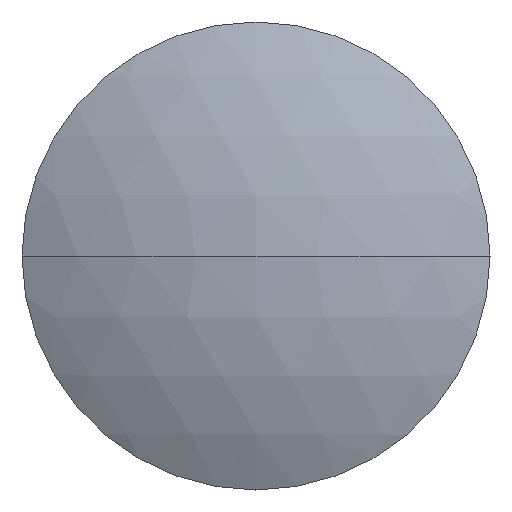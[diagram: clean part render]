
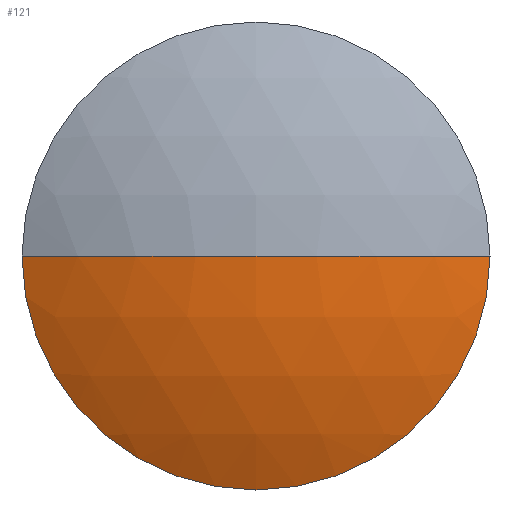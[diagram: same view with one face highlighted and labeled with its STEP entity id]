
A CAD part, left-side view. The second image highlights one B-rep face of the part: STEP entity #121.
In plain terms, the highlighted spherical face has radius 19.062 mm.
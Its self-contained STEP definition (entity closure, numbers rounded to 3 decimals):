
#6 = CARTESIAN_POINT ( 'NONE',  ( -2., 8.5, 0. ) ) ;
#12 = DIRECTION ( 'NONE',  ( 0., 0., 1. ) ) ;
#26 = CARTESIAN_POINT ( 'NONE',  ( -2., 0., -8.5 ) ) ;
#31 = CARTESIAN_POINT ( 'NONE',  ( 15.062, 0., 0. ) ) ;
#45 = ORIENTED_EDGE ( 'NONE', *, *, #291, .T. ) ;
#54 = AXIS2_PLACEMENT_3D ( 'NONE', #331, #180, #12 ) ;
#71 = ORIENTED_EDGE ( 'NONE', *, *, #297, .T. ) ;
#75 = ORIENTED_EDGE ( 'NONE', *, *, #185, .F. ) ;
#78 = VERTEX_POINT ( 'NONE', #273 ) ;
#84 = AXIS2_PLACEMENT_3D ( 'NONE', #169, #280, #151 ) ;
#101 = DIRECTION ( 'NONE',  ( -1., 0., 0. ) ) ;
#106 = ORIENTED_EDGE ( 'NONE', *, *, #229, .T. ) ;
#121 = ADVANCED_FACE ( 'NONE', ( #295 ), #322, .T. ) ;
#128 = VERTEX_POINT ( 'NONE', #26 ) ;
#138 = VERTEX_POINT ( 'NONE', #217 ) ;
#146 = DIRECTION ( 'NONE',  ( 0., 0., -1. ) ) ;
#151 = DIRECTION ( 'NONE',  ( 1., 0., 0. ) ) ;
#169 = CARTESIAN_POINT ( 'NONE',  ( 15.062, 0., 0. ) ) ;
#180 = DIRECTION ( 'NONE',  ( -1., 0., 0. ) ) ;
#181 = AXIS2_PLACEMENT_3D ( 'NONE', #285, #146, #225 ) ;
#185 = EDGE_CURVE ( 'NONE', #186, #78, #215, .T. ) ;
#186 = VERTEX_POINT ( 'NONE', #6 ) ;
#215 = CIRCLE ( 'NONE', #84, 19.062 ) ;
#217 = CARTESIAN_POINT ( 'NONE',  ( -2., -8.5, 0. ) ) ;
#220 = DIRECTION ( 'NONE',  ( 0., 0., -1. ) ) ;
#225 = DIRECTION ( 'NONE',  ( 0., 1., 0. ) ) ;
#226 = CIRCLE ( 'NONE', #54, 8.5 ) ;
#229 = EDGE_CURVE ( 'NONE', #138, #78, #257, .T. ) ;
#231 = AXIS2_PLACEMENT_3D ( 'NONE', #338, #101, #256 ) ;
#256 = DIRECTION ( 'NONE',  ( 0., 0., 1. ) ) ;
#257 = CIRCLE ( 'NONE', #181, 19.062 ) ;
#273 = CARTESIAN_POINT ( 'NONE',  ( -4., 0., 0. ) ) ;
#280 = DIRECTION ( 'NONE',  ( 0., 0., 1. ) ) ;
#283 = EDGE_LOOP ( 'NONE', ( #71, #45, #106, #75 ) ) ;
#285 = CARTESIAN_POINT ( 'NONE',  ( 15.062, 0., 0. ) ) ;
#291 = EDGE_CURVE ( 'NONE', #128, #138, #330, .T. ) ;
#295 = FACE_OUTER_BOUND ( 'NONE', #283, .T. ) ;
#296 = DIRECTION ( 'NONE',  ( 0., 1., 0. ) ) ;
#297 = EDGE_CURVE ( 'NONE', #186, #128, #226, .T. ) ;
#314 = AXIS2_PLACEMENT_3D ( 'NONE', #31, #220, #296 ) ;
#322 = SPHERICAL_SURFACE ( 'NONE', #314, 19.062 ) ;
#330 = CIRCLE ( 'NONE', #231, 8.5 ) ;
#331 = CARTESIAN_POINT ( 'NONE',  ( -2., 0., 0. ) ) ;
#338 = CARTESIAN_POINT ( 'NONE',  ( -2., 0., 0. ) ) ;
